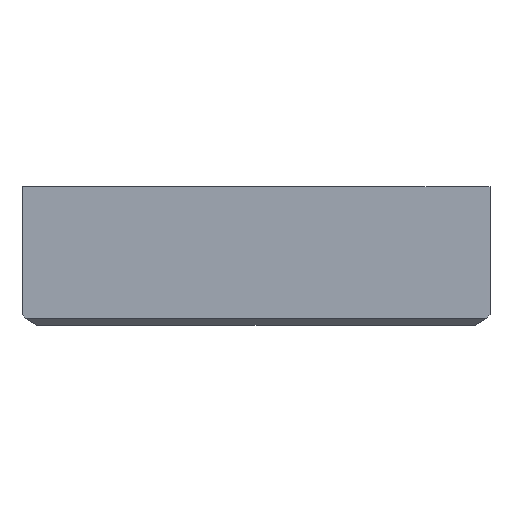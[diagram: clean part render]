
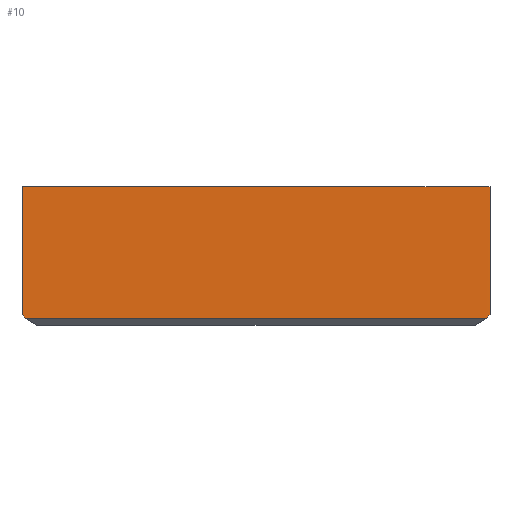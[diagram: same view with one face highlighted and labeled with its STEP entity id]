
A CAD part, top view. The second image highlights one B-rep face of the part: STEP entity #10.
In plain terms, the highlighted planar face has unit normal (0, 0, 1).
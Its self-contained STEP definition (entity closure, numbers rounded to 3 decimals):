
#10 = ADVANCED_FACE ( 'NONE', ( #996 ), #78, .F. ) ;
#78 = PLANE ( 'NONE',  #1887 ) ;
#87 = DIRECTION ( 'NONE',  ( 0., 0., -1. ) ) ;
#95 = DIRECTION ( 'NONE',  ( -1., 0., 0. ) ) ;
#101 = ORIENTED_EDGE ( 'NONE', *, *, #1943, .F. ) ;
#151 = VERTEX_POINT ( 'NONE', #1202 ) ;
#161 = DIRECTION ( 'NONE',  ( -1., 0., 0. ) ) ;
#198 = VERTEX_POINT ( 'NONE', #254 ) ;
#254 = CARTESIAN_POINT ( 'NONE',  ( -38.931, -22.19, 0.002 ) ) ;
#296 = VECTOR ( 'NONE', #161, 1000. ) ;
#298 = CARTESIAN_POINT ( 'NONE',  ( -39.324, -21.83, 0. ) ) ;
#303 = CARTESIAN_POINT ( 'NONE',  ( 38.93, -22.19, 0.001 ) ) ;
#305 = CARTESIAN_POINT ( 'NONE',  ( -39.127, -22.01, 0. ) ) ;
#316 = CARTESIAN_POINT ( 'NONE',  ( 39.127, -22.01, 0. ) ) ;
#340 = VERTEX_POINT ( 'NONE', #1164 ) ;
#410 = CARTESIAN_POINT ( 'NONE',  ( 39.324, -21.83, 0. ) ) ;
#417 = LINE ( 'NONE', #1011, #736 ) ;
#451 = CARTESIAN_POINT ( 'NONE',  ( -38.931, -22.19, 0.002 ) ) ;
#459 = CARTESIAN_POINT ( 'NONE',  ( 41., -22.192, 0. ) ) ;
#477 = CARTESIAN_POINT ( 'NONE',  ( 39.517, -21.65, 0. ) ) ;
#495 = CARTESIAN_POINT ( 'NONE',  ( -39.517, -21.65, 0. ) ) ;
#496 = DIRECTION ( 'NONE',  ( 0., 1., 0. ) ) ;
#579 = EDGE_CURVE ( 'NONE', #151, #340, #706, .T. ) ;
#638 = EDGE_CURVE ( 'NONE', #1643, #1421, #691, .T. ) ;
#691 = B_SPLINE_CURVE_WITH_KNOTS ( 'NONE', 3,
 ( #303, #316, #410, #477 ),
 .UNSPECIFIED., .F., .F.,
 ( 4, 4 ),
 ( 0.76, 1. ),
 .UNSPECIFIED. ) ;
#701 = VECTOR ( 'NONE', #496, 1000. ) ;
#706 = LINE ( 'NONE', #1964, #296 ) ;
#736 = VECTOR ( 'NONE', #1171, 1000. ) ;
#857 = CARTESIAN_POINT ( 'NONE',  ( 41., -23.9, 0. ) ) ;
#893 = EDGE_CURVE ( 'NONE', #964, #340, #417, .T. ) ;
#907 = EDGE_CURVE ( 'NONE', #964, #198, #1884, .T. ) ;
#945 = ORIENTED_EDGE ( 'NONE', *, *, #579, .T. ) ;
#948 = ORIENTED_EDGE ( 'NONE', *, *, #1641, .T. ) ;
#964 = VERTEX_POINT ( 'NONE', #1073 ) ;
#996 = FACE_OUTER_BOUND ( 'NONE', #1070, .T. ) ;
#1011 = CARTESIAN_POINT ( 'NONE',  ( -39.517, -24., 0. ) ) ;
#1070 = EDGE_LOOP ( 'NONE', ( #101, #1320, #948, #945, #1251, #1115 ) ) ;
#1071 = DIRECTION ( 'NONE',  ( -1., 0., 0. ) ) ;
#1073 = CARTESIAN_POINT ( 'NONE',  ( -39.517, -21.65, 0. ) ) ;
#1115 = ORIENTED_EDGE ( 'NONE', *, *, #907, .T. ) ;
#1164 = CARTESIAN_POINT ( 'NONE',  ( -39.517, 0., 0. ) ) ;
#1171 = DIRECTION ( 'NONE',  ( 0., 1., 0. ) ) ;
#1202 = CARTESIAN_POINT ( 'NONE',  ( 39.517, 0., 0. ) ) ;
#1234 = LINE ( 'NONE', #459, #1625 ) ;
#1251 = ORIENTED_EDGE ( 'NONE', *, *, #893, .F. ) ;
#1268 = CARTESIAN_POINT ( 'NONE',  ( 38.93, -22.19, 0.001 ) ) ;
#1320 = ORIENTED_EDGE ( 'NONE', *, *, #638, .T. ) ;
#1421 = VERTEX_POINT ( 'NONE', #1601 ) ;
#1601 = CARTESIAN_POINT ( 'NONE',  ( 39.517, -21.65, 0. ) ) ;
#1625 = VECTOR ( 'NONE', #1071, 1000. ) ;
#1641 = EDGE_CURVE ( 'NONE', #1421, #151, #1904, .T. ) ;
#1643 = VERTEX_POINT ( 'NONE', #1268 ) ;
#1879 = CARTESIAN_POINT ( 'NONE',  ( 39.517, -23.9, 0. ) ) ;
#1884 = B_SPLINE_CURVE_WITH_KNOTS ( 'NONE', 3,
 ( #495, #298, #305, #451 ),
 .UNSPECIFIED., .F., .F.,
 ( 4, 4 ),
 ( 0., 0.24 ),
 .UNSPECIFIED. ) ;
#1887 = AXIS2_PLACEMENT_3D ( 'NONE', #857, #87, #95 ) ;
#1904 = LINE ( 'NONE', #1879, #701 ) ;
#1943 = EDGE_CURVE ( 'NONE', #1643, #198, #1234, .T. ) ;
#1964 = CARTESIAN_POINT ( 'NONE',  ( 41., 0., 0. ) ) ;
